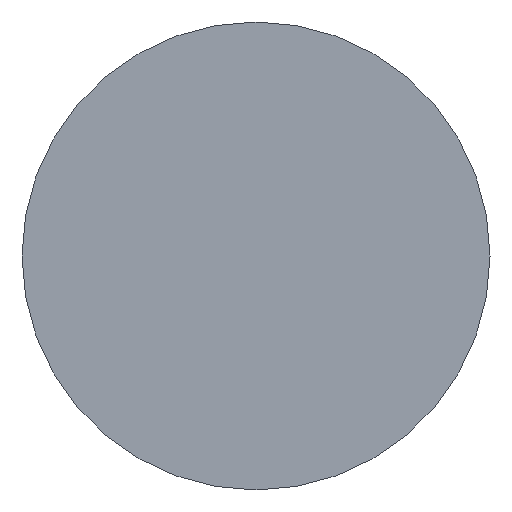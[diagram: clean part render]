
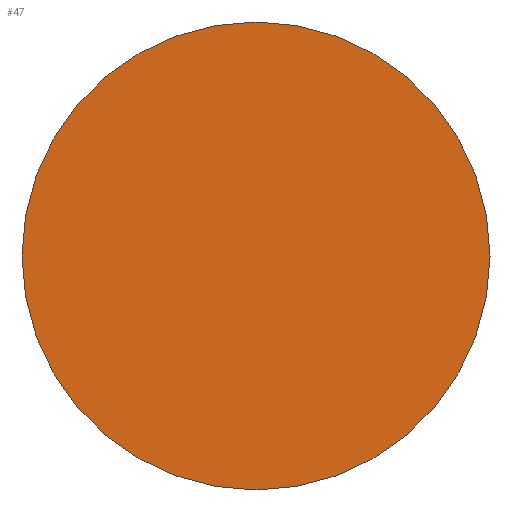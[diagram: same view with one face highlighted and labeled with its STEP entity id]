
A CAD part, top view. The second image highlights one B-rep face of the part: STEP entity #47.
In plain terms, the highlighted planar face has unit normal (0, 0, 1).
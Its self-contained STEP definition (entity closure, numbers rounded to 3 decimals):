
#41=EDGE_CURVE('',#45,#63,#88,.T.);
#45=VERTEX_POINT('',#92);
#47=ADVANCED_FACE('',(#94),#95,.T.);
#57=EDGE_CURVE('',#63,#45,#106,.T.);
#63=VERTEX_POINT('',#113);
#88=CIRCLE('',#129,5.0);
#92=CARTESIAN_POINT('',(0.0,5.0,0.0));
#94=FACE_OUTER_BOUND('',#136,.T.);
#95=PLANE('',#137);
#106=CIRCLE('',#152,5.0);
#113=CARTESIAN_POINT('',(10.0,5.0,0.0));
#129=AXIS2_PLACEMENT_3D('',#174,#175,#176);
#136=EDGE_LOOP('',(#181,#182));
#137=AXIS2_PLACEMENT_3D('',#183,#184,#185);
#152=AXIS2_PLACEMENT_3D('',#198,#199,#200);
#174=CARTESIAN_POINT('',(5.0,5.0,0.0));
#175=DIRECTION('',(0.0,0.0,1.0));
#176=DIRECTION('',(1.0,0.0,0.0));
#181=ORIENTED_EDGE('',*,*,#41,.T.);
#182=ORIENTED_EDGE('',*,*,#57,.T.);
#183=CARTESIAN_POINT('',(5.0,5.0,0.0));
#184=DIRECTION('',(0.0,0.0,1.0));
#185=DIRECTION('',(1.0,0.0,0.0));
#198=CARTESIAN_POINT('',(5.0,5.0,0.0));
#199=DIRECTION('',(0.0,0.0,1.0));
#200=DIRECTION('',(1.0,0.0,0.0));
